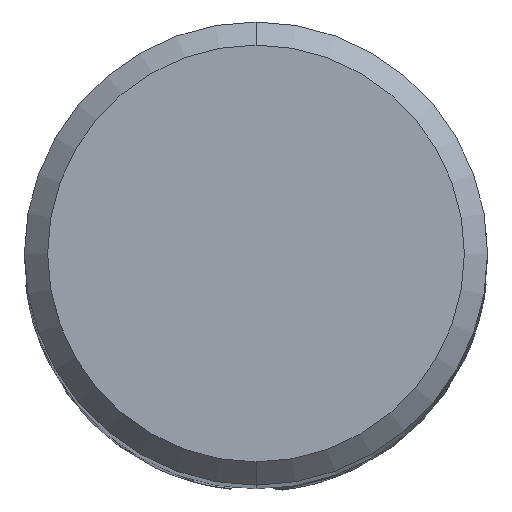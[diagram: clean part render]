
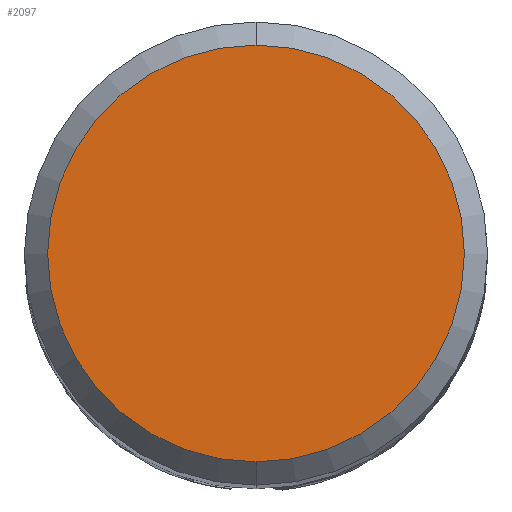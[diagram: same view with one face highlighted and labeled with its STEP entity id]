
A CAD part, top view. The second image highlights one B-rep face of the part: STEP entity #2097.
In plain terms, the highlighted planar face has unit normal (0, 0, 1).
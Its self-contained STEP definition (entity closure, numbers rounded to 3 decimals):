
#801=EDGE_CURVE('',#1859,#1025,#2237,.T.);
#1025=VERTEX_POINT('',#2481);
#1859=VERTEX_POINT('',#3383);
#1913=EDGE_CURVE('',#1025,#1859,#3440,.T.);
#2097=ADVANCED_FACE('',(#3638),#3639,.T.);
#2237=CIRCLE('',#4302,3.6);
#2481=CARTESIAN_POINT('',(0.0,3.6,0.0));
#3383=CARTESIAN_POINT('',(0.,-3.6,0.0));
#3440=CIRCLE('',#10825,3.6);
#3638=FACE_OUTER_BOUND('',#12152,.T.);
#3639=PLANE('',#12153);
#4302=AXIS2_PLACEMENT_3D('',#12517,#12518,#12519);
#10825=AXIS2_PLACEMENT_3D('',#13717,#13718,#13719);
#12152=EDGE_LOOP('',(#13906,#13907));
#12153=AXIS2_PLACEMENT_3D('',#13908,#13909,#13910);
#12517=CARTESIAN_POINT('',(0.0,0.0,0.0));
#12518=DIRECTION('',(0.0,0.0,-1.0));
#12519=DIRECTION('',(0.0,1.0,0.0));
#13717=CARTESIAN_POINT('',(0.0,0.0,0.0));
#13718=DIRECTION('',(0.0,0.0,-1.0));
#13719=DIRECTION('',(0.0,1.0,0.0));
#13906=ORIENTED_EDGE('',*,*,#1913,.F.);
#13907=ORIENTED_EDGE('',*,*,#801,.F.);
#13908=CARTESIAN_POINT('',(0.0,1.8,0.0));
#13909=DIRECTION('',(-0.0,0.0,1.0));
#13910=DIRECTION('',(0.0,-1.0,0.0));
